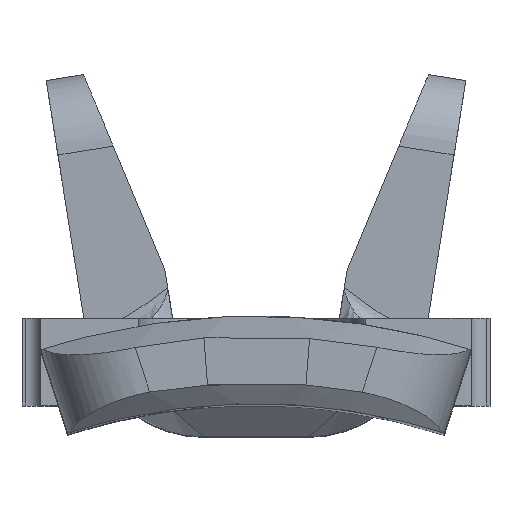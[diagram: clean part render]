
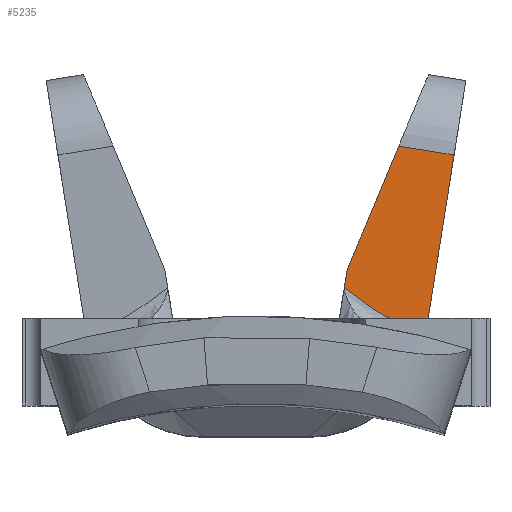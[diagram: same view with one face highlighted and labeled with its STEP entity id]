
A CAD part, top view. The second image highlights one B-rep face of the part: STEP entity #5235.
In plain terms, the highlighted planar face has unit normal (0, 0, 1).
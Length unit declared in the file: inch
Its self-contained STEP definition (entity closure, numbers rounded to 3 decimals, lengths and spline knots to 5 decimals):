
#315 = CARTESIAN_POINT ( 'NONE',  ( 0.09538, 0.46326, -0.25 ) ) ;
#330 = CARTESIAN_POINT ( 'NONE',  ( 0.05853, 0.48671, -0.25 ) ) ;
#386 = EDGE_CURVE ( 'NONE', #6322, #494, #4594, .T. ) ;
#457 = CARTESIAN_POINT ( 'NONE',  ( 0.11277, 0.45841, -0.25 ) ) ;
#494 = VERTEX_POINT ( 'NONE', #4361 ) ;
#702 = PLANE ( 'NONE',  #1612 ) ;
#713 = VERTEX_POINT ( 'NONE', #6135 ) ;
#777 = CARTESIAN_POINT ( 'NONE',  ( 0.10775, 0.45962, -0.25 ) ) ;
#1118 = B_SPLINE_CURVE_WITH_KNOTS ( 'NONE', 3,
 ( #1891, #1264, #4346, #5253, #3853, #1756, #2845, #3823, #315, #5312, #777, #4865 ),
 .UNSPECIFIED., .F., .F.,
 ( 4, 2, 2, 2, 2, 4 ),
 ( 0., 0.00039, 0.00079, 0.00098, 0.00118, 0.00157 ),
 .UNSPECIFIED. ) ;
#1147 = CARTESIAN_POINT ( 'NONE',  ( 0.13118, 0.57471, -0.25 ) ) ;
#1217 = EDGE_LOOP ( 'NONE', ( #2489, #4490, #3102, #5558, #5498 ) ) ;
#1264 = CARTESIAN_POINT ( 'NONE',  ( 0.06262, 0.48356, -0.25 ) ) ;
#1472 = LINE ( 'NONE', #3544, #3570 ) ;
#1526 = EDGE_CURVE ( 'NONE', #713, #2232, #1472, .T. ) ;
#1612 = AXIS2_PLACEMENT_3D ( 'NONE', #2271, #4172, #2210 ) ;
#1653 = FACE_OUTER_BOUND ( 'NONE', #1217, .T. ) ;
#1756 = CARTESIAN_POINT ( 'NONE',  ( 0.08595, 0.46742, -0.25 ) ) ;
#1818 = VERTEX_POINT ( 'NONE', #457 ) ;
#1891 = CARTESIAN_POINT ( 'NONE',  ( 0.05853, 0.48671, -0.25 ) ) ;
#2079 = CARTESIAN_POINT ( 'NONE',  ( 0.10649, 0.57862, -0.25 ) ) ;
#2205 = DIRECTION ( 'NONE',  ( -0.385, -0.923, 0. ) ) ;
#2210 = DIRECTION ( 'NONE',  ( 1., 0., 0. ) ) ;
#2232 = VERTEX_POINT ( 'NONE', #330 ) ;
#2271 = CARTESIAN_POINT ( 'NONE',  ( -0.035, 0.466, -0.25 ) ) ;
#2336 = DIRECTION ( 'NONE',  ( 0.156, 0.988, 0. ) ) ;
#2371 = CARTESIAN_POINT ( 'NONE',  ( 0.139, 0.62409, -0.25 ) ) ;
#2489 = ORIENTED_EDGE ( 'NONE', *, *, #1526, .T. ) ;
#2845 = CARTESIAN_POINT ( 'NONE',  ( 0.08823, 0.46619, -0.25 ) ) ;
#3102 = ORIENTED_EDGE ( 'NONE', *, *, #5297, .T. ) ;
#3160 = DIRECTION ( 'NONE',  ( -0.988, 0.156, 0. ) ) ;
#3544 = CARTESIAN_POINT ( 'NONE',  ( 0.06044, 0.49878, -0.25 ) ) ;
#3570 = VECTOR ( 'NONE', #5459, 39.37008 ) ;
#3823 = CARTESIAN_POINT ( 'NONE',  ( 0.09295, 0.46413, -0.25 ) ) ;
#3853 = CARTESIAN_POINT ( 'NONE',  ( 0.07931, 0.47141, -0.25 ) ) ;
#3972 = VECTOR ( 'NONE', #3160, 39.37008 ) ;
#4148 = EDGE_CURVE ( 'NONE', #2232, #1818, #1118, .T. ) ;
#4172 = DIRECTION ( 'NONE',  ( 0., 0., 1. ) ) ;
#4227 = VECTOR ( 'NONE', #2205, 39.37008 ) ;
#4346 = CARTESIAN_POINT ( 'NONE',  ( 0.06673, 0.48044, -0.25 ) ) ;
#4361 = CARTESIAN_POINT ( 'NONE',  ( 0.09451, 0.58051, -0.25 ) ) ;
#4490 = ORIENTED_EDGE ( 'NONE', *, *, #4148, .T. ) ;
#4594 = LINE ( 'NONE', #2079, #3972 ) ;
#4865 = CARTESIAN_POINT ( 'NONE',  ( 0.11277, 0.45841, -0.25 ) ) ;
#5207 = LINE ( 'NONE', #5791, #4227 ) ;
#5235 = ADVANCED_FACE ( 'NONE', ( #1653 ), #702, .T. ) ;
#5253 = CARTESIAN_POINT ( 'NONE',  ( 0.07509, 0.47438, -0.25 ) ) ;
#5297 = EDGE_CURVE ( 'NONE', #1818, #6322, #5336, .T. ) ;
#5312 = CARTESIAN_POINT ( 'NONE',  ( 0.10276, 0.46091, -0.25 ) ) ;
#5336 = LINE ( 'NONE', #2371, #6399 ) ;
#5459 = DIRECTION ( 'NONE',  ( -0.156, -0.988, 0. ) ) ;
#5498 = ORIENTED_EDGE ( 'NONE', *, *, #5948, .T. ) ;
#5558 = ORIENTED_EDGE ( 'NONE', *, *, #386, .T. ) ;
#5791 = CARTESIAN_POINT ( 'NONE',  ( 0.11431, 0.628, -0.25 ) ) ;
#5948 = EDGE_CURVE ( 'NONE', #494, #713, #5207, .T. ) ;
#6135 = CARTESIAN_POINT ( 'NONE',  ( 0.06044, 0.49878, -0.25 ) ) ;
#6322 = VERTEX_POINT ( 'NONE', #1147 ) ;
#6399 = VECTOR ( 'NONE', #2336, 39.37008 ) ;
